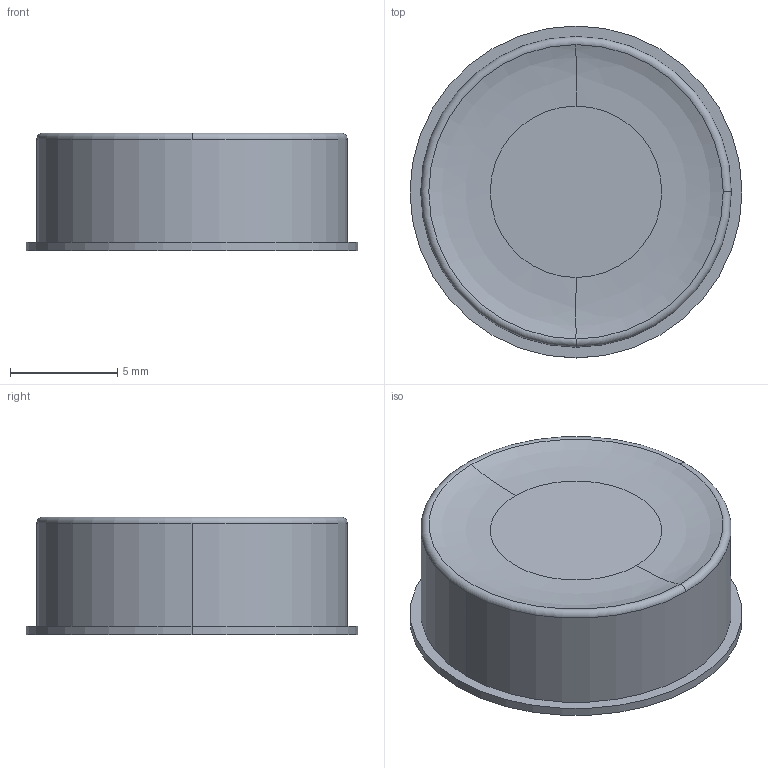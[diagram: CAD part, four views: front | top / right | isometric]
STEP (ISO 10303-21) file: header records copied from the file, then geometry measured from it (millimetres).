
FILE_DESCRIPTION((''),'2;1');
FILE_NAME('DH3-RD010441-2107','2025-05-08T17:19:03',('355040'),(''),'CREO PARAMETRIC BY PTC INC, 2020184','CREO PARAMETRIC BY PTC INC, 2020184','');
FILE_SCHEMA(('CONFIG_CONTROL_DESIGN','SHAPE_APPEARANCE_LAYERS_GROUPS'));
Length unit declared in the file: millimetre
Products named in the file (1): DH3-RD010441-2107
Bounding box: 15.5 x 15.5 x 5.48 mm (x, y, z)
Volume: 413.6 mm3; surface area: 850 mm2
Topology: 1 solids, 1 shells, 37 faces, 78 edges, 50 vertices
Faces by surface type: plane 17, cylinder 12, torus 4, cone 2, revolution 2
Entity records: 1743 total; most frequent: CARTESIAN_POINT 191, DIRECTION 186, ORIENTED_EDGE 156, PRESENTATION_STYLE_ASSIGNMENT 118, STYLED_ITEM 81, CURVE_STYLE 80, EDGE_CURVE 78, AXIS2_PLACEMENT_3D 73
